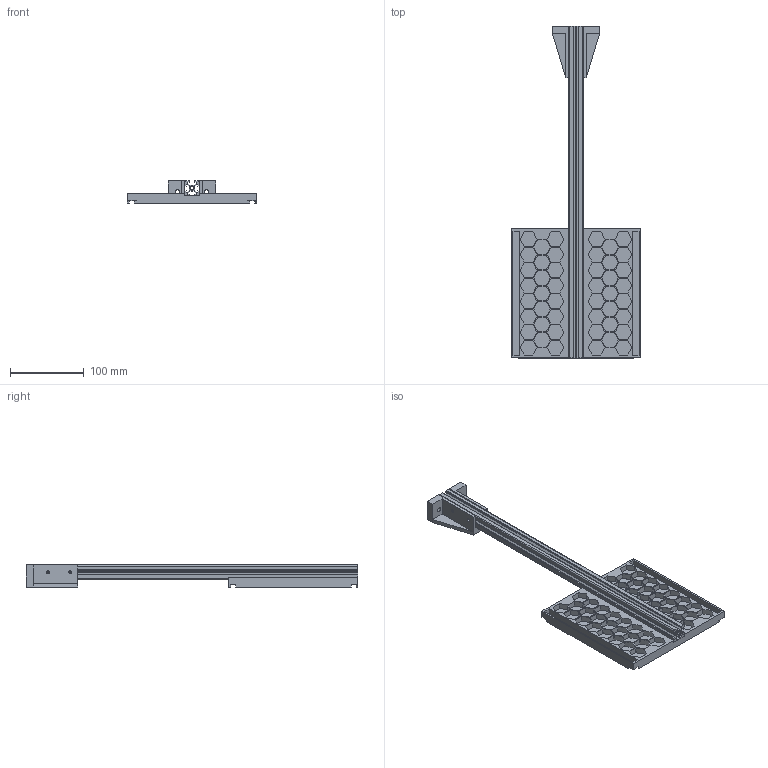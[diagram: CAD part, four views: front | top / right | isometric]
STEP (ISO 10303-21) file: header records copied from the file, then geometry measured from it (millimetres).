
FILE_DESCRIPTION (( 'STEP AP214' ), '1' );
FILE_NAME ('×°ÅäÌå3.STEP', '2025-03-11T05:01:38', ( '' ), ( '' ), 'SwSTEP 2.0', 'SolidWorks 2020', '' );
FILE_SCHEMA (( 'AUTOMOTIVE_DESIGN' ));
Length unit declared in the file: millimetre
Products named in the file (4): TargetLink; TargetBoard; 蚾饜极3; TargetBase
Assembly tree (3 placements, depth 2):
  蚾饜极3
    TargetBase
    TargetBoard
    TargetLink
Bounding box: 175 x 450 x 30 mm (x, y, z)
Volume: 267837.2 mm3; surface area: 198733.6 mm2
Topology: 3 solids, 3 shells, 482 faces, 1274 edges, 848 vertices
Faces by surface type: plane 444, cylinder 38
Entity records: 14860 total; most frequent: CARTESIAN_POINT 2610, ORIENTED_EDGE 2548, DIRECTION 2326, EDGE_CURVE 1274, VECTOR 1198, LINE 1198, VERTEX_POINT 848, AXIS2_PLACEMENT_3D 564
